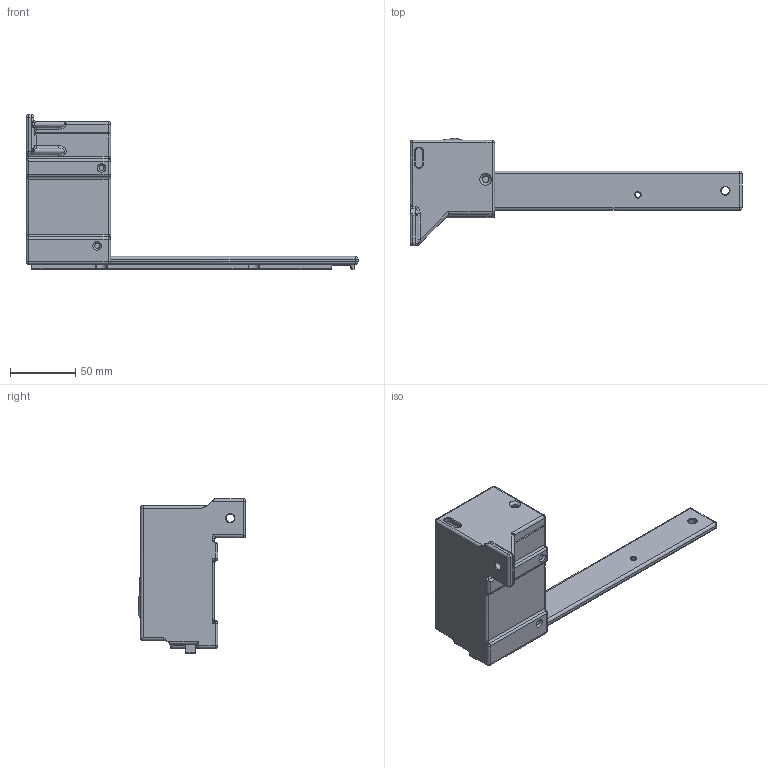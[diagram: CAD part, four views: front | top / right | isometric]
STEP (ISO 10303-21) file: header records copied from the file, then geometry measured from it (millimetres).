
FILE_DESCRIPTION(/* description */ (''),/* implementation_level */ '2;1');
FILE_NAME(/* name */ 'PSU-zHolder-1x-2.0.step',/* time_stamp */ '2018-02-24T22:24:04+01:00',/* author */ ('wolfgang.schadow'),/* organization */ (''),/* preprocessor_version */ 'ST-DEVELOPER v16.13',/* originating_system */ 'Autodesk Translation Framework v6.5.0.72',/* authorisation */ '');
FILE_SCHEMA (('AUTOMOTIVE_DESIGN { 1 0 10303 214 3 1 1 }'));
Length unit declared in the file: millimetre
Products named in the file (2): PSU-zHolder-new v15 v7; PSU
Assembly tree (1 placements, depth 2):
  PSU-zHolder-new v15 v7
    PSU
Bounding box: 255 x 82.74 x 119 mm (x, y, z)
Volume: 139875.9 mm3; surface area: 70259.7 mm2
Topology: 1 solids, 1 shells, 475 faces, 1191 edges, 727 vertices
Faces by surface type: plane 198, bspline 142, cylinder 85, cone 26, sphere 21, torus 3
Full cylindrical faces by diameter (mm): 4 x8, 5 x1, 6.1 x1, 6.2 x1, 8 x2
Entity records: 15888 total; most frequent: CARTESIAN_POINT 5383, ORIENTED_EDGE 2364, DIRECTION 1789, EDGE_CURVE 1182, VERTEX_POINT 727, LINE 677, VECTOR 677, AXIS2_PLACEMENT_3D 556
